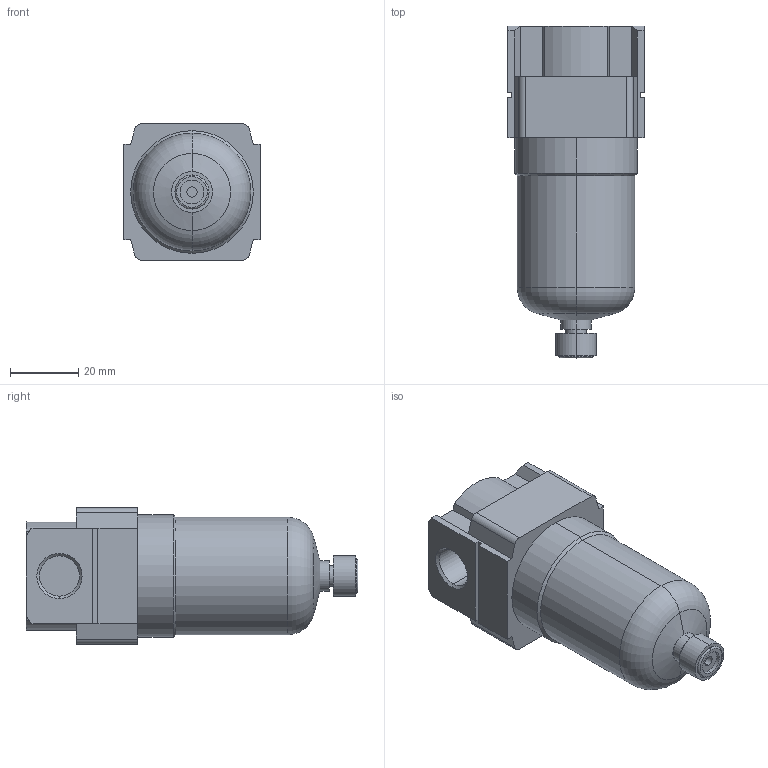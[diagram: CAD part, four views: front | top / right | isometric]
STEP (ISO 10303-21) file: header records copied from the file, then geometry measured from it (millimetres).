
FILE_DESCRIPTION (( 'STEP AP214' ), '1' );
FILE_NAME ('AF20-F02-A.step.step', '2015-05-19T09:55:22', ( 'Windows User' ), ( '' ), 'SwSTEP 2.0', 'SolidWorks 2015', '' );
FILE_SCHEMA (( 'AUTOMOTIVE_DESIGN' ));
Length unit declared in the file: millimetre
Products named in the file (4): AF20-F02-A.step_AF Size 20 Drain; AF20-F02-A.step_AF Bowl (New)_20; AF20-F02-A.step_AF Body_20-02F; AF20-F02-A.step
Assembly tree (3 placements, depth 2):
  AF20-F02-A.step
    AF20-F02-A.step_AF Body_20-02F
    AF20-F02-A.step_AF Bowl (New)_20
    AF20-F02-A.step_AF Size 20 Drain
Bounding box: 40 x 97.4 x 40 mm (x, y, z)
Volume: 88687.5 mm3; surface area: 17923.6 mm2
Topology: 3 solids, 3 shells, 113 faces, 264 edges, 170 vertices
Faces by surface type: plane 64, cylinder 37, cone 8, torus 4
Entity records: 3376 total; most frequent: DIRECTION 590, CARTESIAN_POINT 553, ORIENTED_EDGE 528, EDGE_CURVE 264, AXIS2_PLACEMENT_3D 207, LINE 176, VECTOR 176, VERTEX_POINT 170
